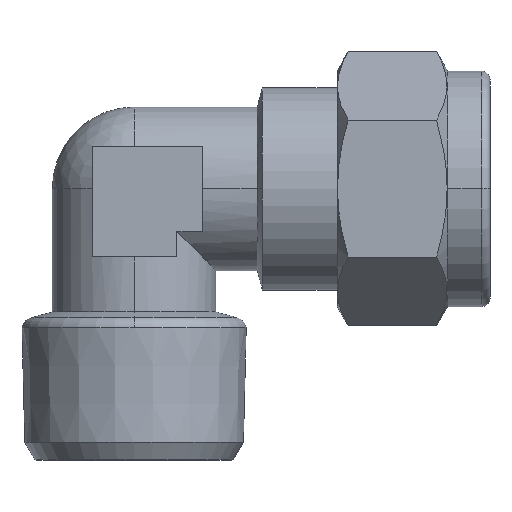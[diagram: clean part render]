
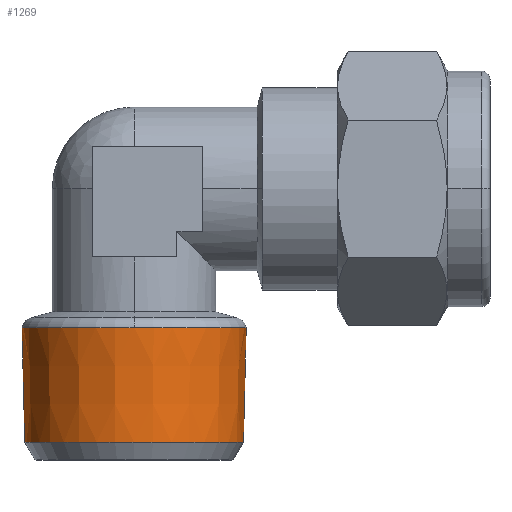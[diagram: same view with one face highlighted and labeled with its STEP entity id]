
A CAD part, top view. The second image highlights one B-rep face of the part: STEP entity #1269.
In plain terms, the highlighted conical face has half-angle 1.4 degrees and reference radius 12.9 mm.
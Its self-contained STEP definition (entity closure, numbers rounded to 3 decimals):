
#334 = DIRECTION ( 'NONE',  ( 0., 1., 0. ) ) ;
#336 = CARTESIAN_POINT ( 'NONE',  ( 0., 3.078, 0. ) ) ;
#341 = DIRECTION ( 'NONE',  ( -1., 0., 0. ) ) ;
#593 = VERTEX_POINT ( 'NONE', #1417 ) ;
#594 = VERTEX_POINT ( 'NONE', #1416 ) ;
#595 = VERTEX_POINT ( 'NONE', #1415 ) ;
#596 = VERTEX_POINT ( 'NONE', #1414 ) ;
#597 = VERTEX_POINT ( 'NONE', #1413 ) ;
#725 = EDGE_LOOP ( 'NONE', ( #778, #779, #780, #781, #798 ) ) ;
#778 = ORIENTED_EDGE ( 'NONE', *, *, #1912, .F. ) ;
#779 = ORIENTED_EDGE ( 'NONE', *, *, #1914, .T. ) ;
#780 = ORIENTED_EDGE ( 'NONE', *, *, #1915, .F. ) ;
#781 = ORIENTED_EDGE ( 'NONE', *, *, #1916, .F. ) ;
#798 = ORIENTED_EDGE ( 'NONE', *, *, #1917, .F. ) ;
#857 = AXIS2_PLACEMENT_3D ( 'NONE', #1778, #1777, #1776 ) ;
#858 = AXIS2_PLACEMENT_3D ( 'NONE', #1769, #1768, #1766 ) ;
#859 = AXIS2_PLACEMENT_3D ( 'NONE', #1763, #1762, #1761 ) ;
#996 = FACE_OUTER_BOUND ( 'NONE', #725, .T. ) ;
#1001 = CONICAL_SURFACE ( 'NONE', #2084, 12.9, 0.024 ) ;
#1082 = CIRCLE ( 'NONE', #857, 12.9 ) ;
#1083 = LINE ( 'NONE', #1779, #1089 ) ;
#1086 = CIRCLE ( 'NONE', #858, 13.23 ) ;
#1088 = CIRCLE ( 'NONE', #859, 13.23 ) ;
#1089 = VECTOR ( 'NONE', #1773, 1000. ) ;
#1090 = LINE ( 'NONE', #1764, #1093 ) ;
#1093 = VECTOR ( 'NONE', #1772, 1000. ) ;
#1269 = ADVANCED_FACE ( 'NONE', ( #996 ), #1001, .T. ) ;
#1413 = CARTESIAN_POINT ( 'NONE',  ( 0., 16.592, 13.23 ) ) ;
#1414 = CARTESIAN_POINT ( 'NONE',  ( -12.9, 3.078, 0. ) ) ;
#1415 = CARTESIAN_POINT ( 'NONE',  ( 12.9, 3.078, 0. ) ) ;
#1416 = CARTESIAN_POINT ( 'NONE',  ( 13.23, 16.592, 0. ) ) ;
#1417 = CARTESIAN_POINT ( 'NONE',  ( -13.23, 16.592, 0. ) ) ;
#1761 = DIRECTION ( 'NONE',  ( 1., 0., 0. ) ) ;
#1762 = DIRECTION ( 'NONE',  ( 0., 1., 0. ) ) ;
#1763 = CARTESIAN_POINT ( 'NONE',  ( 0., 16.592, 0. ) ) ;
#1764 = CARTESIAN_POINT ( 'NONE',  ( -12.9, 3.078, 0. ) ) ;
#1766 = DIRECTION ( 'NONE',  ( 1., 0., 0. ) ) ;
#1768 = DIRECTION ( 'NONE',  ( 0., 1., 0. ) ) ;
#1769 = CARTESIAN_POINT ( 'NONE',  ( 0., 16.592, 0. ) ) ;
#1772 = DIRECTION ( 'NONE',  ( -0.024, 1., 0. ) ) ;
#1773 = DIRECTION ( 'NONE',  ( 0.024, 1., 0. ) ) ;
#1776 = DIRECTION ( 'NONE',  ( 1., 0., 0. ) ) ;
#1777 = DIRECTION ( 'NONE',  ( 0., -1., 0. ) ) ;
#1778 = CARTESIAN_POINT ( 'NONE',  ( 0., 3.078, 0. ) ) ;
#1779 = CARTESIAN_POINT ( 'NONE',  ( 12.9, 3.078, 0. ) ) ;
#1912 = EDGE_CURVE ( 'NONE', #595, #596, #1082, .T. ) ;
#1914 = EDGE_CURVE ( 'NONE', #595, #594, #1083, .T. ) ;
#1915 = EDGE_CURVE ( 'NONE', #597, #594, #1086, .T. ) ;
#1916 = EDGE_CURVE ( 'NONE', #593, #597, #1088, .T. ) ;
#1917 = EDGE_CURVE ( 'NONE', #596, #593, #1090, .T. ) ;
#2084 = AXIS2_PLACEMENT_3D ( 'NONE', #336, #334, #341 ) ;
